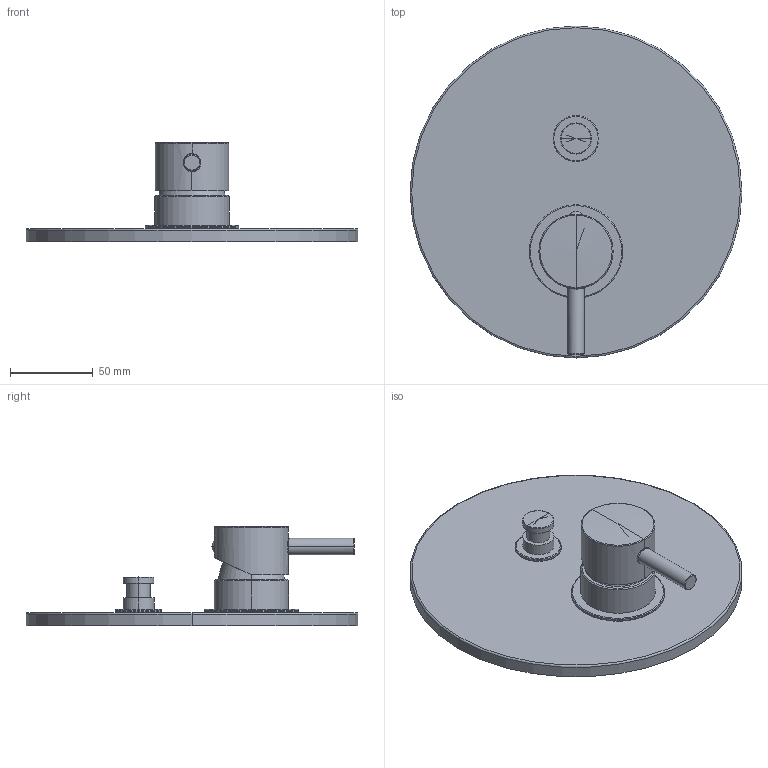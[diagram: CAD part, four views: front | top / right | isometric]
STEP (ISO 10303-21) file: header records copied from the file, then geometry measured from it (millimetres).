
FILE_DESCRIPTION((''),'2;1');
FILE_NAME('LIG015CR','2021-01-14T14:24:02',('ut3'),('PAFFONI SpA'),'CREO PARAMETRIC BY PTC INC, 2020044','CREO PARAMETRIC BY PTC INC, 2020044','');
FILE_SCHEMA(('CONFIG_CONTROL_DESIGN','SHAPE_APPEARANCE_LAYERS_GROUPS'));
Length unit declared in the file: millimetre
Products named in the file (1): LIG015CR
Bounding box: 200 x 200 x 60.19 mm (x, y, z)
Volume: 321283.6 mm3; surface area: 84183.1 mm2
Topology: 1 solids, 1 shells, 180 faces, 411 edges, 235 vertices
Faces by surface type: cylinder 50, torus 36, plane 35, bspline 24, sphere 18, cone 17
Entity records: 8545 total; most frequent: CARTESIAN_POINT 3341, DIRECTION 834, ORIENTED_EDGE 810, EDGE_CURVE 405, AXIS2_PLACEMENT_3D 363, VERTEX_POINT 235, CIRCLE 207, EDGE_LOOP 188
